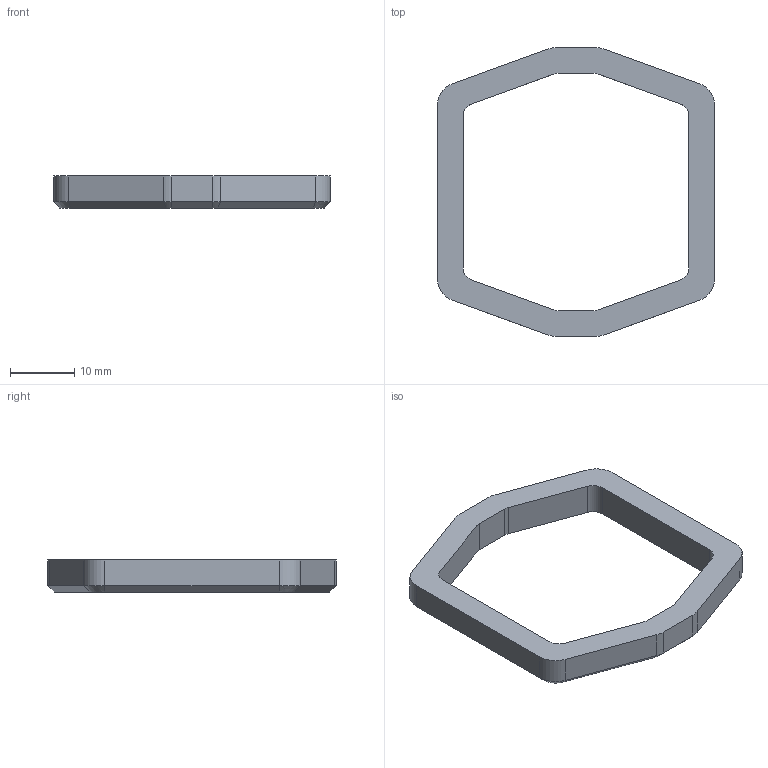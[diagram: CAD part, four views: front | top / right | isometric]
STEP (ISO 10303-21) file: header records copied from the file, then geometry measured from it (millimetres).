
FILE_DESCRIPTION (( 'STEP AP214' ), '1' );
FILE_NAME ('XW-USI-060-A-platine BAC glisse.STEP', '2021-01-25T11:30:34', ( '' ), ( '' ), 'SwSTEP 2.0', 'SolidWorks 2020', '' );
FILE_SCHEMA (( 'AUTOMOTIVE_DESIGN' ));
Length unit declared in the file: millimetre
Products named in the file (1): XW-USI-060-A-platine BAC glisse
Bounding box: 43.2 x 45 x 5 mm (x, y, z)
Volume: 2731.9 mm3; surface area: 2423.2 mm2
Topology: 1 solids, 1 shells, 50 faces, 128 edges, 80 vertices
Faces by surface type: plane 26, cylinder 16, cone 8
Entity records: 1542 total; most frequent: DIRECTION 270, CARTESIAN_POINT 259, ORIENTED_EDGE 256, EDGE_CURVE 128, AXIS2_PLACEMENT_3D 91, LINE 88, VECTOR 88, VERTEX_POINT 80
